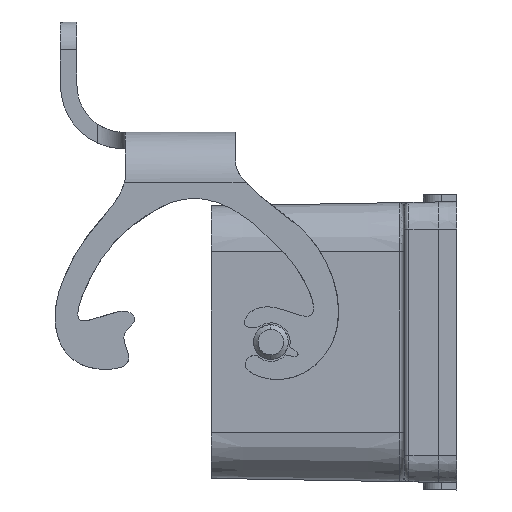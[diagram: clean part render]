
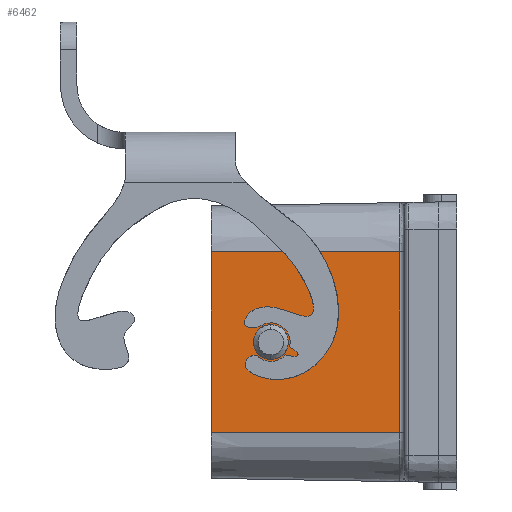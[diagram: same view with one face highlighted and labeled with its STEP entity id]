
A CAD part, left-side view. The second image highlights one B-rep face of the part: STEP entity #6462.
In plain terms, the highlighted planar face has unit normal (-1, 0.018, 0).
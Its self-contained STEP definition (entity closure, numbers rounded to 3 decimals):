
#126 = LINE ( 'NONE', #5864, #1722 ) ;
#296 = CARTESIAN_POINT ( 'NONE',  ( -39.825, 0., -9.865 ) ) ;
#358 = EDGE_CURVE ( 'NONE', #3532, #2679, #126, .T. ) ;
#623 = DIRECTION ( 'NONE',  ( 0., 0., 1. ) ) ;
#673 = PLANE ( 'NONE',  #6523 ) ;
#675 = CARTESIAN_POINT ( 'NONE',  ( -39.938, -6.5, 1.899 ) ) ;
#721 = ORIENTED_EDGE ( 'NONE', *, *, #358, .F. ) ;
#724 = EDGE_CURVE ( 'NONE', #6203, #2679, #5582, .T. ) ;
#937 = FACE_OUTER_BOUND ( 'NONE', #6417, .T. ) ;
#1167 = FACE_BOUND ( 'NONE', #2088, .T. ) ;
#1219 = ORIENTED_EDGE ( 'NONE', *, *, #2769, .F. ) ;
#1674 = VECTOR ( 'NONE', #623, 1000. ) ;
#1722 = VECTOR ( 'NONE', #5837, 1000. ) ;
#1813 = CARTESIAN_POINT ( 'NONE',  ( -40.184, -20.579, 9.865 ) ) ;
#2088 = EDGE_LOOP ( 'NONE', ( #1219, #4705 ) ) ;
#2177 = VERTEX_POINT ( 'NONE', #6212 ) ;
#2194 = CARTESIAN_POINT ( 'NONE',  ( -39.938, -6.5, 1.899 ) ) ;
#2582 = CARTESIAN_POINT ( 'NONE',  ( -40.005, -10.297, 1.899 ) ) ;
#2679 = VERTEX_POINT ( 'NONE', #4480 ) ;
#2740 = LINE ( 'NONE', #4089, #6340 ) ;
#2769 = EDGE_CURVE ( 'NONE', #2177, #7414, #8265, .T. ) ;
#2861 = CARTESIAN_POINT ( 'NONE',  ( -39.872, -2.703, 1.899 ) ) ;
#3213 = CARTESIAN_POINT ( 'NONE',  ( -40.005, -10.297, -1.899 ) ) ;
#3380 = CARTESIAN_POINT ( 'NONE',  ( -39.825, 0., -9.865 ) ) ;
#3517 = CARTESIAN_POINT ( 'NONE',  ( -39.872, -2.703, -1.899 ) ) ;
#3532 = VERTEX_POINT ( 'NONE', #296 ) ;
#3622 = ORIENTED_EDGE ( 'NONE', *, *, #6614, .T. ) ;
#3753 = CARTESIAN_POINT ( 'NONE',  ( -39.825, 0., 9.865 ) ) ;
#3787 = DIRECTION ( 'NONE',  ( 0.017, 1., 0. ) ) ;
#4053 = DIRECTION ( 'NONE',  ( -0.017, -1., 0. ) ) ;
#4089 = CARTESIAN_POINT ( 'NONE',  ( -39.825, 0., -9.865 ) ) ;
#4366 = VERTEX_POINT ( 'NONE', #5168 ) ;
#4480 = CARTESIAN_POINT ( 'NONE',  ( -39.825, 0., 9.865 ) ) ;
#4571 = CARTESIAN_POINT ( 'NONE',  ( -39.938, -6.5, -1.899 ) ) ;
#4635 = ORIENTED_EDGE ( 'NONE', *, *, #724, .T. ) ;
#4662 = CARTESIAN_POINT ( 'NONE',  ( -40.184, -20.579, 9.865 ) ) ;
#4705 = ORIENTED_EDGE ( 'NONE', *, *, #5558, .F. ) ;
#5158 = LINE ( 'NONE', #4662, #1674 ) ;
#5168 = CARTESIAN_POINT ( 'NONE',  ( -40.184, -20.579, -9.865 ) ) ;
#5393 = VECTOR ( 'NONE', #3787, 1000. ) ;
#5558 = EDGE_CURVE ( 'NONE', #7414, #2177, #7729, .T. ) ;
#5582 = LINE ( 'NONE', #3753, #5393 ) ;
#5837 = DIRECTION ( 'NONE',  ( 0., 0., 1. ) ) ;
#5864 = CARTESIAN_POINT ( 'NONE',  ( -39.825, 0., -9.865 ) ) ;
#6203 = VERTEX_POINT ( 'NONE', #1813 ) ;
#6212 = CARTESIAN_POINT ( 'NONE',  ( -39.938, -6.5, -1.899 ) ) ;
#6340 = VECTOR ( 'NONE', #6770, 1000. ) ;
#6417 = EDGE_LOOP ( 'NONE', ( #7783, #3622, #4635, #721 ) ) ;
#6462 = ADVANCED_FACE ( 'NONE', ( #1167, #937 ), #673, .T. ) ;
#6523 = AXIS2_PLACEMENT_3D ( 'NONE', #3380, #8027, #4053 ) ;
#6614 = EDGE_CURVE ( 'NONE', #4366, #6203, #5158, .T. ) ;
#6692 = EDGE_CURVE ( 'NONE', #4366, #3532, #2740, .T. ) ;
#6770 = DIRECTION ( 'NONE',  ( 0.017, 1., 0. ) ) ;
#7274 = CARTESIAN_POINT ( 'NONE',  ( -39.938, -6.5, 1.899 ) ) ;
#7414 = VERTEX_POINT ( 'NONE', #675 ) ;
#7729 =( BOUNDED_CURVE ( )  B_SPLINE_CURVE ( 3, ( #2194, #2861, #3517, #8163 ),
 .UNSPECIFIED., .F., .F. ) 
 B_SPLINE_CURVE_WITH_KNOTS ( ( 4, 4 ),
 ( 4.712, 7.854 ),
 .UNSPECIFIED. ) 
 CURVE ( )  GEOMETRIC_REPRESENTATION_ITEM ( )  RATIONAL_B_SPLINE_CURVE ( ( 1., 0.333, 0.333, 1. ) ) 
 REPRESENTATION_ITEM ( '' )  );
#7783 = ORIENTED_EDGE ( 'NONE', *, *, #6692, .F. ) ;
#8027 = DIRECTION ( 'NONE',  ( -1., 0.017, 0. ) ) ;
#8163 = CARTESIAN_POINT ( 'NONE',  ( -39.938, -6.5, -1.899 ) ) ;
#8265 =( BOUNDED_CURVE ( )  B_SPLINE_CURVE ( 3, ( #4571, #3213, #2582, #7274 ),
 .UNSPECIFIED., .F., .T. ) 
 B_SPLINE_CURVE_WITH_KNOTS ( ( 4, 4 ),
 ( 1.571, 4.712 ),
 .UNSPECIFIED. ) 
 CURVE ( )  GEOMETRIC_REPRESENTATION_ITEM ( )  RATIONAL_B_SPLINE_CURVE ( ( 1., 0.333, 0.333, 1. ) ) 
 REPRESENTATION_ITEM ( '' )  );
